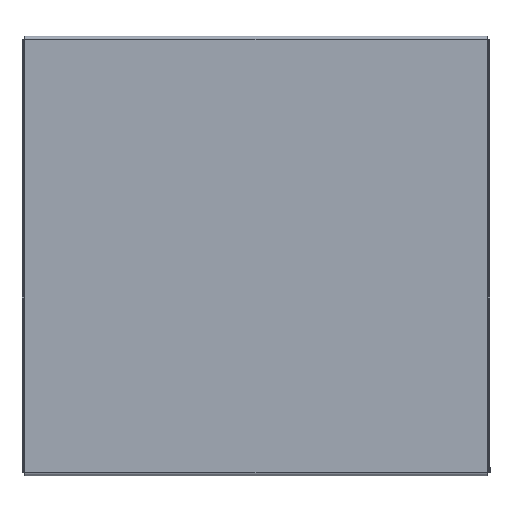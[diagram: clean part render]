
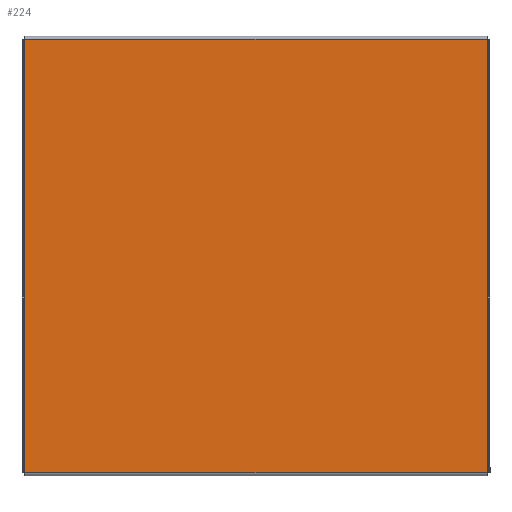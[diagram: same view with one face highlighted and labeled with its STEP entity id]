
A CAD part, top view. The second image highlights one B-rep face of the part: STEP entity #224.
In plain terms, the highlighted planar face has unit normal (0, 0, 1).
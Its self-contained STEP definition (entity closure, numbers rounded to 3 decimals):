
#11 = VERTEX_POINT ( 'NONE', #298 ) ;
#101 = LINE ( 'NONE', #1581, #1682 ) ;
#106 = PLANE ( 'NONE',  #1572 ) ;
#172 = ORIENTED_EDGE ( 'NONE', *, *, #1174, .F. ) ;
#218 = DIRECTION ( 'NONE',  ( 0., 0., 1. ) ) ;
#224 = ADVANCED_FACE ( 'NONE', ( #557 ), #106, .T. ) ;
#274 = VERTEX_POINT ( 'NONE', #1644 ) ;
#289 = CARTESIAN_POINT ( 'NONE',  ( 250., -234.5, 0. ) ) ;
#298 = CARTESIAN_POINT ( 'NONE',  ( -250., -234.5, 0. ) ) ;
#367 = DIRECTION ( 'NONE',  ( 1., 0., 0. ) ) ;
#368 = CARTESIAN_POINT ( 'NONE',  ( -253., -234.5, 0. ) ) ;
#533 = VERTEX_POINT ( 'NONE', #289 ) ;
#550 = EDGE_CURVE ( 'NONE', #1529, #533, #1624, .T. ) ;
#557 = FACE_OUTER_BOUND ( 'NONE', #921, .T. ) ;
#583 = ORIENTED_EDGE ( 'NONE', *, *, #1196, .T. ) ;
#624 = VECTOR ( 'NONE', #948, 1000. ) ;
#633 = CARTESIAN_POINT ( 'NONE',  ( 0., 0., 0. ) ) ;
#751 = LINE ( 'NONE', #774, #1170 ) ;
#758 = DIRECTION ( 'NONE',  ( 1., 0., 0. ) ) ;
#774 = CARTESIAN_POINT ( 'NONE',  ( -250., -234.5, 0. ) ) ;
#921 = EDGE_LOOP ( 'NONE', ( #1476, #172, #583, #1636 ) ) ;
#948 = DIRECTION ( 'NONE',  ( 0., -1., 0. ) ) ;
#1006 = EDGE_CURVE ( 'NONE', #1529, #274, #101, .T. ) ;
#1093 = CARTESIAN_POINT ( 'NONE',  ( 250., 234.5, 0. ) ) ;
#1158 = DIRECTION ( 'NONE',  ( 0., 1., 0. ) ) ;
#1170 = VECTOR ( 'NONE', #1158, 1000. ) ;
#1174 = EDGE_CURVE ( 'NONE', #11, #274, #751, .T. ) ;
#1196 = EDGE_CURVE ( 'NONE', #11, #533, #1402, .T. ) ;
#1325 = CARTESIAN_POINT ( 'NONE',  ( 250., 234.5, 0. ) ) ;
#1334 = VECTOR ( 'NONE', #758, 1000. ) ;
#1402 = LINE ( 'NONE', #368, #1334 ) ;
#1476 = ORIENTED_EDGE ( 'NONE', *, *, #1006, .T. ) ;
#1529 = VERTEX_POINT ( 'NONE', #1093 ) ;
#1572 = AXIS2_PLACEMENT_3D ( 'NONE', #633, #218, #367 ) ;
#1581 = CARTESIAN_POINT ( 'NONE',  ( -253., 234.5, 0. ) ) ;
#1598 = DIRECTION ( 'NONE',  ( -1., 0., 0. ) ) ;
#1624 = LINE ( 'NONE', #1325, #624 ) ;
#1636 = ORIENTED_EDGE ( 'NONE', *, *, #550, .F. ) ;
#1644 = CARTESIAN_POINT ( 'NONE',  ( -250., 234.5, 0. ) ) ;
#1682 = VECTOR ( 'NONE', #1598, 1000. ) ;
